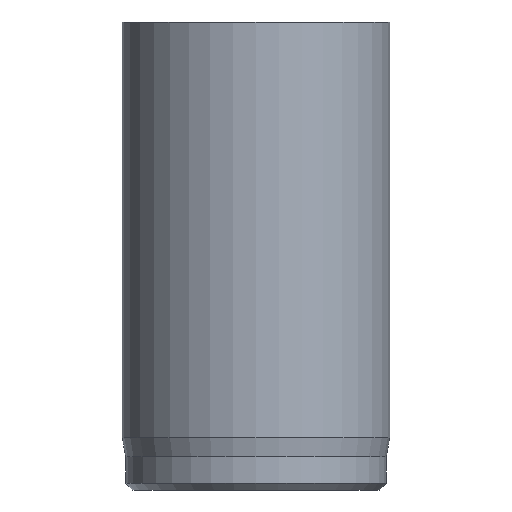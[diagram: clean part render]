
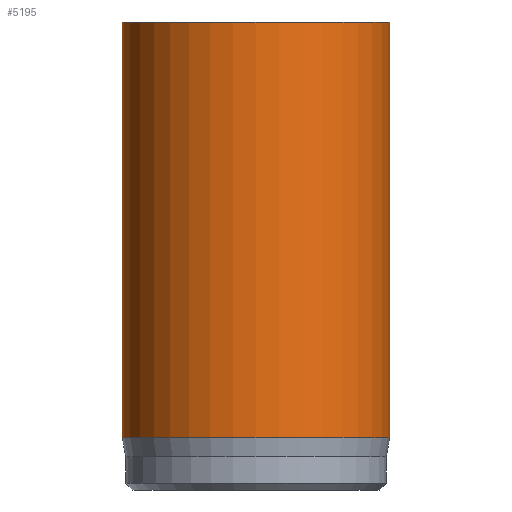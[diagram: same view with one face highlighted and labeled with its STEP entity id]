
A CAD part, front view. The second image highlights one B-rep face of the part: STEP entity #5195.
In plain terms, the highlighted cylindrical face has radius 4 mm (diameter 8 mm), a full revolution.
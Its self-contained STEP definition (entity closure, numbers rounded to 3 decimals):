
#31=CYLINDRICAL_SURFACE('',#5395,4.);
#45=CIRCLE('',#5370,4.);
#57=CIRCLE('',#5393,4.);
#58=CIRCLE('',#5394,4.);
#813=FACE_OUTER_BOUND('',#1113,.T.);
#1113=EDGE_LOOP('',(#4709,#4710,#4711,#4712,#4713));
#1540=LINE('',#9648,#1973);
#1973=VECTOR('',#6088,4.);
#2470=VERTEX_POINT('',#9601);
#2482=VERTEX_POINT('',#9642);
#2483=VERTEX_POINT('',#9643);
#3215=EDGE_CURVE('',#2470,#2470,#45,.T.);
#3233=EDGE_CURVE('',#2482,#2483,#57,.T.);
#3234=EDGE_CURVE('',#2483,#2482,#58,.T.);
#3236=EDGE_CURVE('',#2470,#2482,#1540,.T.);
#4709=ORIENTED_EDGE('',*,*,#3215,.T.);
#4710=ORIENTED_EDGE('',*,*,#3236,.T.);
#4711=ORIENTED_EDGE('',*,*,#3233,.T.);
#4712=ORIENTED_EDGE('',*,*,#3234,.T.);
#4713=ORIENTED_EDGE('',*,*,#3236,.F.);
#5195=ADVANCED_FACE('',(#813),#31,.T.);
#5370=AXIS2_PLACEMENT_3D('',#9602,#6029,#6030);
#5393=AXIS2_PLACEMENT_3D('',#9644,#6081,#6082);
#5394=AXIS2_PLACEMENT_3D('',#9645,#6083,#6084);
#5395=AXIS2_PLACEMENT_3D('',#9647,#6086,#6087);
#6029=DIRECTION('center_axis',(0.,0.,-1.));
#6030=DIRECTION('ref_axis',(-1.,0.,0.));
#6081=DIRECTION('center_axis',(0.,0.,1.));
#6082=DIRECTION('ref_axis',(-1.,0.,0.));
#6083=DIRECTION('center_axis',(0.,0.,1.));
#6084=DIRECTION('ref_axis',(-1.,0.,0.));
#6086=DIRECTION('center_axis',(0.,0.,1.));
#6087=DIRECTION('ref_axis',(-1.,0.,0.));
#6088=DIRECTION('',(0.,0.,-1.));
#9601=CARTESIAN_POINT('',(4.,0.,14.));
#9602=CARTESIAN_POINT('Origin',(0.,0.,14.));
#9642=CARTESIAN_POINT('',(4.,0.,1.567));
#9643=CARTESIAN_POINT('',(-4.,0.,1.567));
#9644=CARTESIAN_POINT('Origin',(0.,0.,1.567));
#9645=CARTESIAN_POINT('Origin',(0.,0.,1.567));
#9647=CARTESIAN_POINT('Origin',(0.,0.,0.));
#9648=CARTESIAN_POINT('',(4.,0.,0.));
